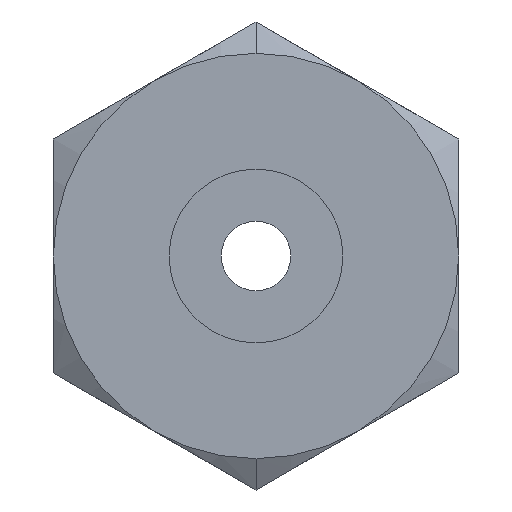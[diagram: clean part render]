
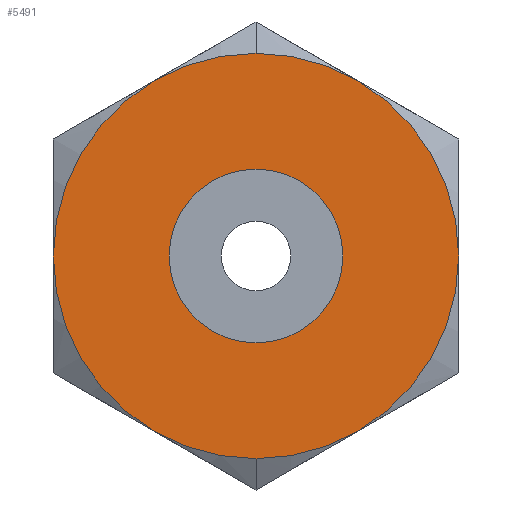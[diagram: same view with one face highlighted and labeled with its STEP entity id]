
A CAD part, left-side view. The second image highlights one B-rep face of the part: STEP entity #5491.
In plain terms, the highlighted planar face has unit normal (-1, 0, 0).
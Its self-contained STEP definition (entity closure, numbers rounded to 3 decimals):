
#335 = DIRECTION ( 'NONE',  ( 0., 0., -1. ) ) ;
#534 = VERTEX_POINT ( 'NONE', #1639 ) ;
#641 = CARTESIAN_POINT ( 'NONE',  ( 0., 0., 0. ) ) ;
#678 = AXIS2_PLACEMENT_3D ( 'NONE', #2326, #1166, #3809 ) ;
#758 = CARTESIAN_POINT ( 'NONE',  ( 0., 0., -7. ) ) ;
#796 = CIRCLE ( 'NONE', #4953, 7. ) ;
#800 = CARTESIAN_POINT ( 'NONE',  ( 0., 0., 3. ) ) ;
#866 = CARTESIAN_POINT ( 'NONE',  ( 0., 0., -3. ) ) ;
#912 = AXIS2_PLACEMENT_3D ( 'NONE', #7719, #5022, #335 ) ;
#1032 = VERTEX_POINT ( 'NONE', #866 ) ;
#1166 = DIRECTION ( 'NONE',  ( 1., 0., 0. ) ) ;
#1171 = EDGE_LOOP ( 'NONE', ( #7313, #2037 ) ) ;
#1219 = CARTESIAN_POINT ( 'NONE',  ( 0., 0., 3.5 ) ) ;
#1264 = FACE_OUTER_BOUND ( 'NONE', #1171, .T. ) ;
#1639 = CARTESIAN_POINT ( 'NONE',  ( 0., 0., 7. ) ) ;
#1979 = CARTESIAN_POINT ( 'NONE',  ( 0., 0., 0. ) ) ;
#2037 = ORIENTED_EDGE ( 'NONE', *, *, #7146, .F. ) ;
#2326 = CARTESIAN_POINT ( 'NONE',  ( 0., 0., 0. ) ) ;
#3370 = DIRECTION ( 'NONE',  ( 0., 0., 1. ) ) ;
#3763 = PLANE ( 'NONE',  #4109 ) ;
#3809 = DIRECTION ( 'NONE',  ( 0., 0., -1. ) ) ;
#4101 = ORIENTED_EDGE ( 'NONE', *, *, #5017, .T. ) ;
#4109 = AXIS2_PLACEMENT_3D ( 'NONE', #1219, #6411, #7107 ) ;
#4466 = FACE_BOUND ( 'NONE', #6526, .T. ) ;
#4710 = DIRECTION ( 'NONE',  ( 1., 0., 0. ) ) ;
#4787 = CIRCLE ( 'NONE', #912, 3. ) ;
#4953 = AXIS2_PLACEMENT_3D ( 'NONE', #641, #7891, #6628 ) ;
#5017 = EDGE_CURVE ( 'NONE', #6136, #1032, #5497, .T. ) ;
#5022 = DIRECTION ( 'NONE',  ( 1., 0., 0. ) ) ;
#5491 = ADVANCED_FACE ( 'NONE', ( #4466, #1264 ), #3763, .T. ) ;
#5497 = CIRCLE ( 'NONE', #7009, 3. ) ;
#5565 = ORIENTED_EDGE ( 'NONE', *, *, #8138, .T. ) ;
#5985 = VERTEX_POINT ( 'NONE', #758 ) ;
#6014 = EDGE_CURVE ( 'NONE', #534, #5985, #796, .T. ) ;
#6136 = VERTEX_POINT ( 'NONE', #800 ) ;
#6345 = CIRCLE ( 'NONE', #678, 7. ) ;
#6411 = DIRECTION ( 'NONE',  ( -1., 0., 0. ) ) ;
#6526 = EDGE_LOOP ( 'NONE', ( #5565, #4101 ) ) ;
#6628 = DIRECTION ( 'NONE',  ( 0., 0., 1. ) ) ;
#7009 = AXIS2_PLACEMENT_3D ( 'NONE', #1979, #4710, #3370 ) ;
#7107 = DIRECTION ( 'NONE',  ( 0., 0., 1. ) ) ;
#7146 = EDGE_CURVE ( 'NONE', #5985, #534, #6345, .T. ) ;
#7313 = ORIENTED_EDGE ( 'NONE', *, *, #6014, .F. ) ;
#7719 = CARTESIAN_POINT ( 'NONE',  ( 0., 0., 0. ) ) ;
#7891 = DIRECTION ( 'NONE',  ( 1., 0., 0. ) ) ;
#8138 = EDGE_CURVE ( 'NONE', #1032, #6136, #4787, .T. ) ;
